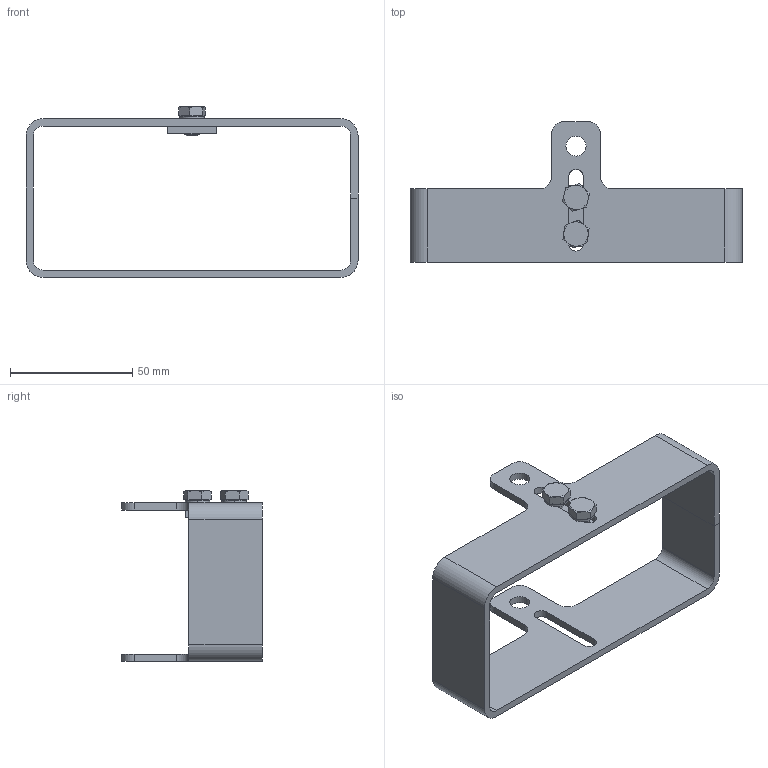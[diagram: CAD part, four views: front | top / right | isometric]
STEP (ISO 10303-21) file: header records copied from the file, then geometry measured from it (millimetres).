
FILE_DESCRIPTION (( 'STEP AP214' ), '1' );
FILE_NAME ('0046295.step', '2021-11-12T09:55:01', ( '' ), ( '' ), 'SwSTEP 2.0', 'SolidWorks 2020', '' );
FILE_SCHEMA (( 'AUTOMOTIVE_DESIGN' ));
Length unit declared in the file: millimetre
Products named in the file (1): 0046295
Bounding box: 136 x 57.5 x 69.95 mm (x, y, z)
Volume: 38674.2 mm3; surface area: 29852.9 mm2
Topology: 6 solids, 6 shells, 132 faces, 324 edges, 206 vertices
Faces by surface type: plane 66, cylinder 44, cone 18, torus 4
Entity records: 5485 total; most frequent: CARTESIAN_POINT 735, DIRECTION 696, ORIENTED_EDGE 648, EDGE_CURVE 324, AXIS2_PLACEMENT_3D 263, VERTEX_POINT 206, LINE 170, VECTOR 170
